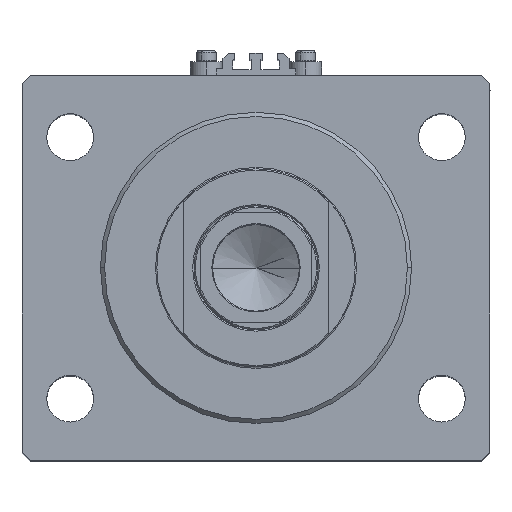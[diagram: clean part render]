
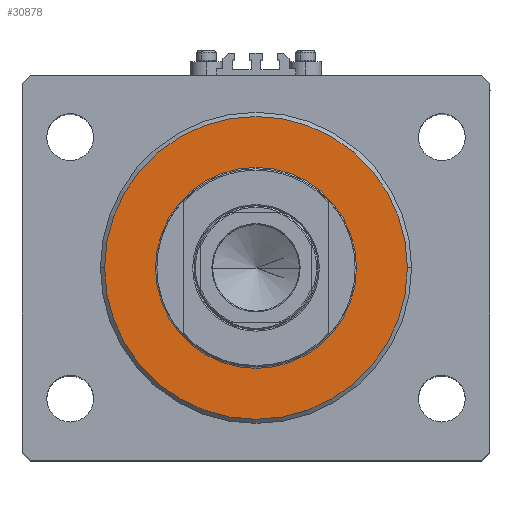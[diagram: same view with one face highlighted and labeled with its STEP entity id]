
A CAD part, top view. The second image highlights one B-rep face of the part: STEP entity #30878.
In plain terms, the highlighted face is planar.
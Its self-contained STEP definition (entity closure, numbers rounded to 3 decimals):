
#1583 = EDGE_CURVE ( 'NONE', #34385, #30206, #20686, .T. ) ;
#5564 = ORIENTED_EDGE ( 'NONE', *, *, #31504, .T. ) ;
#5952 = AXIS2_PLACEMENT_3D ( 'NONE', #11706, #26527, #40923 ) ;
#7676 = DIRECTION ( 'NONE',  ( 0., 0., 1. ) ) ;
#8814 = AXIS2_PLACEMENT_3D ( 'NONE', #34890, #13085, #13330 ) ;
#10553 = CARTESIAN_POINT ( 'NONE',  ( 0., 0., 0. ) ) ;
#10909 = EDGE_LOOP ( 'NONE', ( #5564, #38684 ) ) ;
#11304 = CARTESIAN_POINT ( 'NONE',  ( -55., 0., 0. ) ) ;
#11315 = AXIS2_PLACEMENT_3D ( 'NONE', #10553, #7676, #36417 ) ;
#11706 = CARTESIAN_POINT ( 'NONE',  ( 0., 0., 0. ) ) ;
#11773 = EDGE_LOOP ( 'NONE', ( #33178, #45868 ) ) ;
#12520 = DIRECTION ( 'NONE',  ( 0., 0., 1. ) ) ;
#13085 = DIRECTION ( 'NONE',  ( 0., 0., -1. ) ) ;
#13330 = DIRECTION ( 'NONE',  ( 1., 0., 0. ) ) ;
#15378 = CARTESIAN_POINT ( 'NONE',  ( 0., 0., 0. ) ) ;
#17865 = EDGE_CURVE ( 'NONE', #28592, #34458, #27364, .T. ) ;
#20686 = CIRCLE ( 'NONE', #37506, 55. ) ;
#22087 = DIRECTION ( 'NONE',  ( 1., 0., 0. ) ) ;
#23126 = EDGE_CURVE ( 'NONE', #30206, #34385, #39433, .T. ) ;
#25008 = AXIS2_PLACEMENT_3D ( 'NONE', #41503, #12520, #44852 ) ;
#26400 = FACE_BOUND ( 'NONE', #10909, .T. ) ;
#26527 = DIRECTION ( 'NONE',  ( 0., 0., 1. ) ) ;
#27364 = CIRCLE ( 'NONE', #11315, 36.5 ) ;
#28083 = CIRCLE ( 'NONE', #5952, 36.5 ) ;
#28592 = VERTEX_POINT ( 'NONE', #46936 ) ;
#29976 = DIRECTION ( 'NONE',  ( 0., 0., -1. ) ) ;
#30206 = VERTEX_POINT ( 'NONE', #11304 ) ;
#30878 = ADVANCED_FACE ( 'NONE', ( #26400, #34562 ), #41978, .F. ) ;
#31504 = EDGE_CURVE ( 'NONE', #34458, #28592, #28083, .T. ) ;
#33178 = ORIENTED_EDGE ( 'NONE', *, *, #1583, .T. ) ;
#34385 = VERTEX_POINT ( 'NONE', #37657 ) ;
#34458 = VERTEX_POINT ( 'NONE', #36145 ) ;
#34562 = FACE_OUTER_BOUND ( 'NONE', #11773, .T. ) ;
#34890 = CARTESIAN_POINT ( 'NONE',  ( 0., 0., 0. ) ) ;
#36145 = CARTESIAN_POINT ( 'NONE',  ( 36.5, 0., 0. ) ) ;
#36417 = DIRECTION ( 'NONE',  ( 1., 0., 0. ) ) ;
#37506 = AXIS2_PLACEMENT_3D ( 'NONE', #15378, #29976, #22087 ) ;
#37657 = CARTESIAN_POINT ( 'NONE',  ( 55., 0., 0. ) ) ;
#38684 = ORIENTED_EDGE ( 'NONE', *, *, #17865, .T. ) ;
#39433 = CIRCLE ( 'NONE', #8814, 55. ) ;
#40923 = DIRECTION ( 'NONE',  ( 1., 0., 0. ) ) ;
#41503 = CARTESIAN_POINT ( 'NONE',  ( 0., 0., 0. ) ) ;
#41978 = PLANE ( 'NONE',  #25008 ) ;
#44852 = DIRECTION ( 'NONE',  ( 1., 0., 0. ) ) ;
#45868 = ORIENTED_EDGE ( 'NONE', *, *, #23126, .T. ) ;
#46936 = CARTESIAN_POINT ( 'NONE',  ( -36.5, 0., 0. ) ) ;
